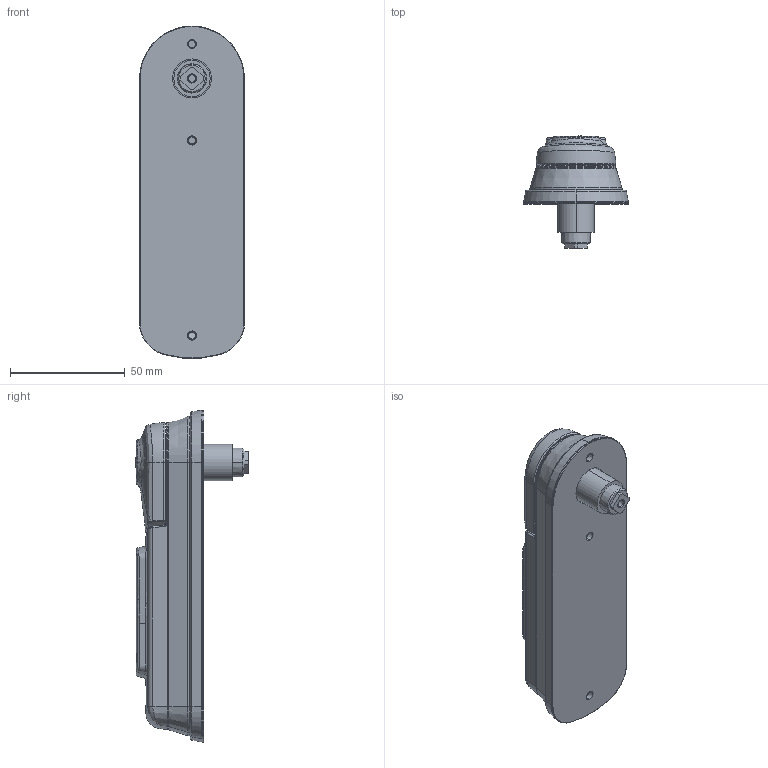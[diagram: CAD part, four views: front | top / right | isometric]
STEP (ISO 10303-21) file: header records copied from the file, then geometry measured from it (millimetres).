
FILE_DESCRIPTION (( 'STEP AP214' ), '1' );
FILE_NAME ('Pulsar Web.STEP', '2017-12-13T15:58:17', ( '' ), ( '' ), 'SwSTEP 2.0', 'SolidWorks 2017', '' );
FILE_SCHEMA (( 'AUTOMOTIVE_DESIGN' ));
Length unit declared in the file: millimetre
Products named in the file (1): Pulsar Web
Bounding box: 45.7 x 48.88 x 144.62 mm (x, y, z)
Surface area: 28842.3 mm2 (no closed solid volume)
Topology: 0 solids, 19 shells, 297 faces, 922 edges, 637 vertices
Faces by surface type: bspline 105, cylinder 69, cone 48, torus 40, plane 35
Entity records: 21371 total; most frequent: CARTESIAN_POINT 10758, ORIENTED_EDGE 1537, DIRECTION 1352, EDGE_CURVE 920, VERTEX_POINT 637, AXIS2_PLACEMENT_3D 578, CIRCLE 385, EDGE_LOOP 339
